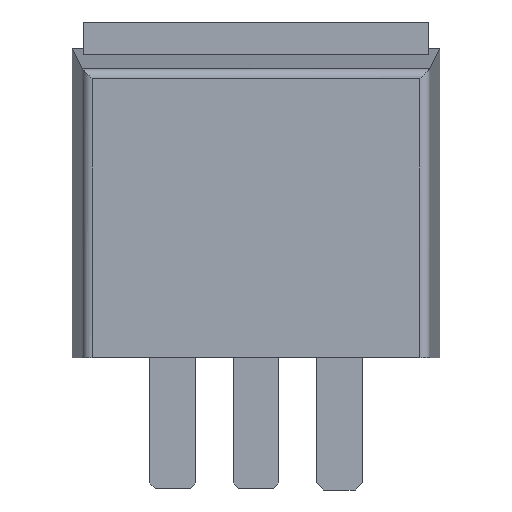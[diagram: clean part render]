
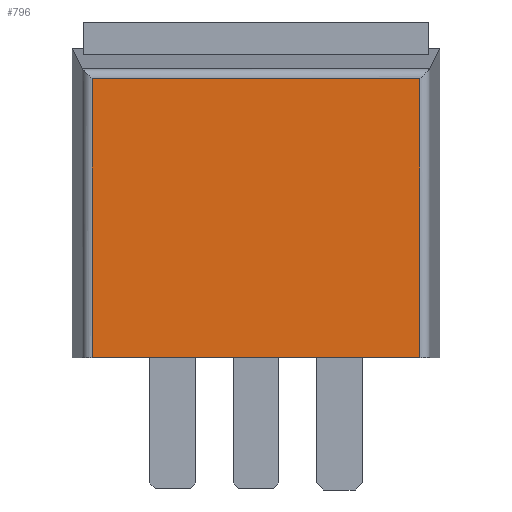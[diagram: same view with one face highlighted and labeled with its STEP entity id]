
A CAD part, front view. The second image highlights one B-rep face of the part: STEP entity #796.
In plain terms, the highlighted planar face has unit normal (0, -1, 0).
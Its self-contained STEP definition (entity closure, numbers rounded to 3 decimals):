
#53=FACE_OUTER_BOUND('',#96,.T.);
#96=EDGE_LOOP('',(#638,#639,#640,#641));
#162=LINE('',#1175,#261);
#205=LINE('',#1260,#304);
#206=LINE('',#1262,#305);
#207=LINE('',#1263,#306);
#261=VECTOR('',#954,1000.);
#304=VECTOR('',#1031,1000.);
#305=VECTOR('',#1032,1000.);
#306=VECTOR('',#1033,1000.);
#349=VERTEX_POINT('',#1172);
#350=VERTEX_POINT('',#1174);
#375=VERTEX_POINT('',#1259);
#376=VERTEX_POINT('',#1261);
#431=EDGE_CURVE('',#350,#349,#162,.T.);
#477=EDGE_CURVE('',#349,#375,#205,.T.);
#478=EDGE_CURVE('',#375,#376,#206,.T.);
#479=EDGE_CURVE('',#376,#350,#207,.T.);
#638=ORIENTED_EDGE('',*,*,#431,.T.);
#639=ORIENTED_EDGE('',*,*,#477,.T.);
#640=ORIENTED_EDGE('',*,*,#478,.T.);
#641=ORIENTED_EDGE('',*,*,#479,.T.);
#719=PLANE('',#854);
#796=ADVANCED_FACE('',(#53),#719,.T.);
#854=AXIS2_PLACEMENT_3D('',#1258,#1029,#1030);
#954=DIRECTION('',(1.,0.,0.));
#1029=DIRECTION('center_axis',(0.,-1.,0.));
#1030=DIRECTION('ref_axis',(0.,0.,-1.));
#1031=DIRECTION('',(0.,0.,1.));
#1032=DIRECTION('',(-1.,0.,0.));
#1033=DIRECTION('',(0.,0.,-1.));
#1172=CARTESIAN_POINT('',(7.54,-1.495,14.09));
#1174=CARTESIAN_POINT('',(-2.46,-1.495,14.09));
#1175=CARTESIAN_POINT('',(-2.74,-1.495,14.09));
#1258=CARTESIAN_POINT('Origin',(7.82,-1.495,14.09));
#1259=CARTESIAN_POINT('',(7.54,-1.495,22.599));
#1260=CARTESIAN_POINT('',(7.54,-1.495,14.09));
#1261=CARTESIAN_POINT('',(-2.46,-1.495,22.599));
#1262=CARTESIAN_POINT('',(7.82,-1.495,22.599));
#1263=CARTESIAN_POINT('',(-2.46,-1.495,14.09));
